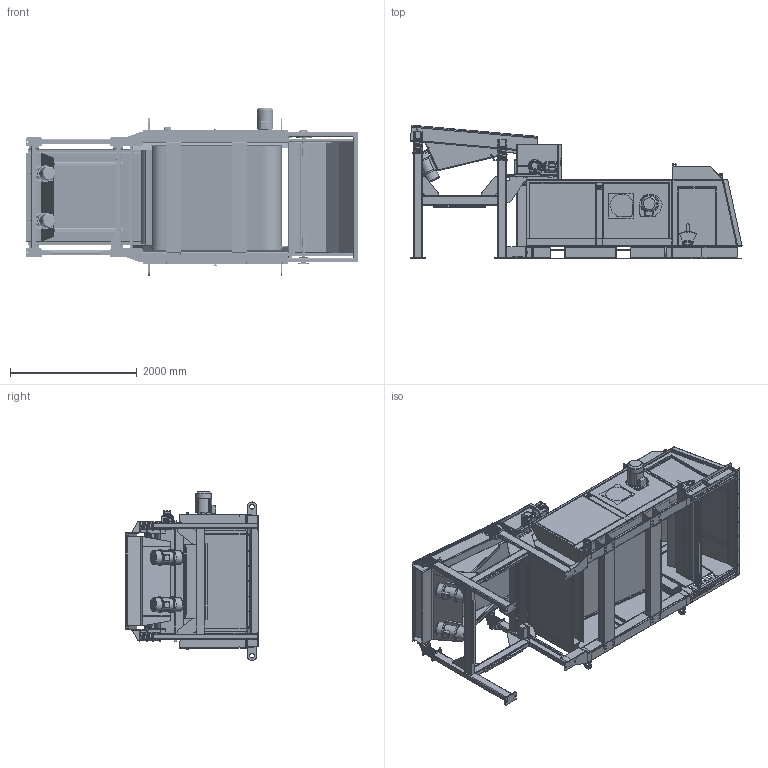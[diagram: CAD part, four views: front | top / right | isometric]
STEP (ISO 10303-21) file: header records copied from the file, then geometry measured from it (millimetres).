
FILE_DESCRIPTION(/* description */ ('REC MASTER'),/* implementation_level */ '2;1');
FILE_NAME(/* name */ 'e0136911.stp',/* time_stamp */ '2020-10-28T12:23:26+01:00',/* author */ ('tt'),/* organization */ (''),/* preprocessor_version */ 'ST-DEVELOPER v18.1',/* originating_system */ 'Autodesk Inventor 2021',/* authorisation */ '');
FILE_SCHEMA (('AUTOMOTIVE_DESIGN { 1 0 10303 214 3 1 1 }'));
Products named in the file (19): E0126747; E0126746; E0058699; E0126663; E0126673; 45.1800047; E0126737; E0134792; E0126721; MH11003701; E0126713; E0127577; E0127575; E0127578; E0127579; E0127576; E0126702; MX00000085; E0126651
Assembly tree (18 placements, depth 2):
  E0126747
    E0126746
    E0058699
    E0126663
    E0126673
    45.1800047
    E0126737
    E0134792
    E0126721
    MH11003701
    E0126713
    E0127577
    E0127575
    E0127578
    E0127579
    E0127576
    E0126702
    MX00000085
    E0126651
Bounding box: 5244.55 x 2109.46 x 2667.1 mm (x, y, z)
Volume: 447671616.7 mm3; surface area: 115109331.1 mm2
Topology: 37 solids, 49 shells, 5331 faces, 14638 edges, 9387 vertices
Faces by surface type: plane 2866, cylinder 2100, bspline 216, cone 64, torus 57, sphere 28
Full cylindrical faces by diameter (mm): 6.6 x4, 6.75 x20, 8 x18, 8.5 x8, 9 x14, 10 x11, 10.5 x1, 11 x5, 12 x18, 14 x6, 15 x4, 20 x1, 26.8 x2, 28 x1, 28.5 x2, 30 x3, 32 x2, 35 x4, 38 x1, 40 x5, 50 x1, 52 x1, 55 x2, 56 x1, 65 x1, 75 x4, 115 x1, 120 x2, 129.7 x40, 130 x3
Entity records: 192877 total; most frequent: CARTESIAN_POINT 50239, ORIENTED_EDGE 29058, DIRECTION 28411, EDGE_CURVE 14529, LINE 9527, VECTOR 9527, AXIS2_PLACEMENT_3D 9442, VERTEX_POINT 9168
